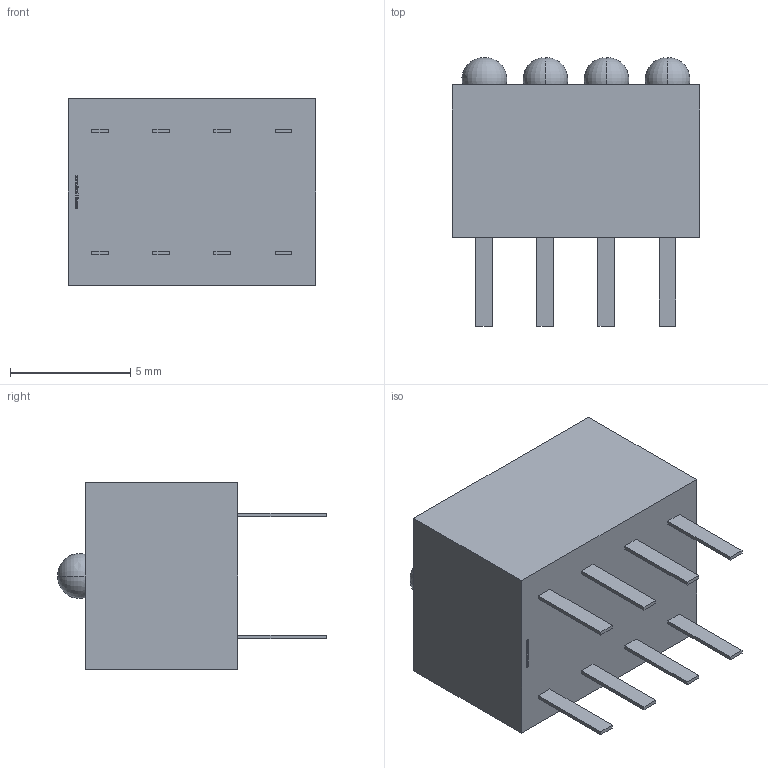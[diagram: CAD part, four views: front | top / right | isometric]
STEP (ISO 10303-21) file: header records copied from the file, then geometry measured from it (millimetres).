
FILE_DESCRIPTION (( 'STEP AP214' ), '1' );
FILE_NAME ('XNG4Zxx46.STEP', '2015-09-10T16:42:59', ( '' ), ( '' ), 'SwSTEP 2.0', 'SolidWorks 2012', '' );
FILE_SCHEMA (( 'AUTOMOTIVE_DESIGN' ));
Length unit declared in the file: millimetre
Products named in the file (1): XNG4Zxx46
Bounding box: 10.29 x 11.17 x 7.77 mm (x, y, z)
Volume: 519.9 mm3; surface area: 455.6 mm2
Topology: 1 solids, 1 shells, 244 faces, 654 edges, 432 vertices
Faces by surface type: plane 168, bspline 68, torus 8
Entity records: 12696 total; most frequent: CARTESIAN_POINT 4535, ORIENTED_EDGE 1292, DIRECTION 880, EDGE_CURVE 646, VECTOR 494, LINE 494, VERTEX_POINT 432, EDGE_LOOP 272
